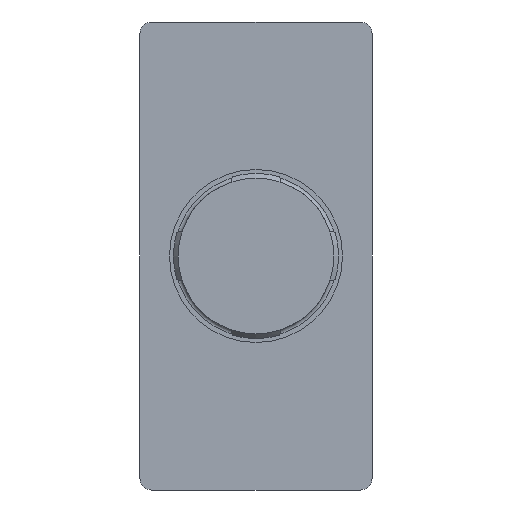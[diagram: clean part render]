
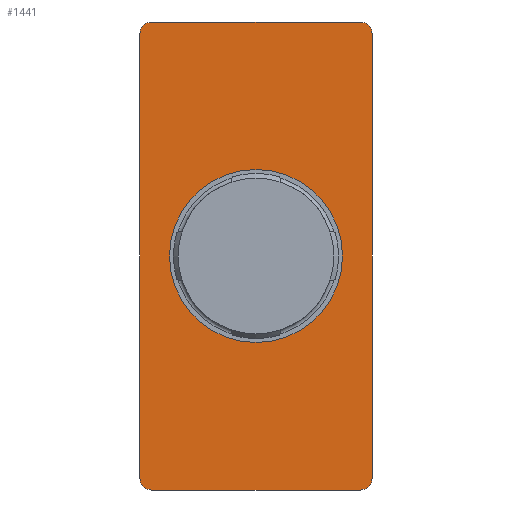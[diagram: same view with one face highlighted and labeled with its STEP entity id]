
A CAD part, front view. The second image highlights one B-rep face of the part: STEP entity #1441.
In plain terms, the highlighted face is planar.
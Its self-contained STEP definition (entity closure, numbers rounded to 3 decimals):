
#81=CIRCLE('',#1527,1.5);
#82=CIRCLE('',#1530,1.5);
#83=CIRCLE('',#1533,1.5);
#84=CIRCLE('',#1536,1.5);
#85=CIRCLE('',#1538,11.);
#211=ORIENTED_EDGE('',*,*,#471,.F.);
#212=ORIENTED_EDGE('',*,*,#455,.T.);
#213=ORIENTED_EDGE('',*,*,#458,.T.);
#214=ORIENTED_EDGE('',*,*,#460,.T.);
#215=ORIENTED_EDGE('',*,*,#462,.T.);
#216=ORIENTED_EDGE('',*,*,#464,.T.);
#217=ORIENTED_EDGE('',*,*,#466,.T.);
#218=ORIENTED_EDGE('',*,*,#468,.T.);
#219=ORIENTED_EDGE('',*,*,#470,.T.);
#455=EDGE_CURVE('',#589,#590,#661,.T.);
#458=EDGE_CURVE('',#590,#591,#81,.T.);
#460=EDGE_CURVE('',#591,#592,#665,.T.);
#462=EDGE_CURVE('',#592,#593,#82,.T.);
#464=EDGE_CURVE('',#593,#594,#668,.T.);
#466=EDGE_CURVE('',#594,#595,#83,.T.);
#468=EDGE_CURVE('',#595,#596,#671,.T.);
#470=EDGE_CURVE('',#596,#589,#84,.T.);
#471=EDGE_CURVE('',#597,#597,#85,.T.);
#589=VERTEX_POINT('',#2070);
#590=VERTEX_POINT('',#2071);
#591=VERTEX_POINT('',#2076);
#592=VERTEX_POINT('',#2080);
#593=VERTEX_POINT('',#2084);
#594=VERTEX_POINT('',#2088);
#595=VERTEX_POINT('',#2092);
#596=VERTEX_POINT('',#2096);
#597=VERTEX_POINT('',#2102);
#661=LINE('',#2069,#753);
#665=LINE('',#2079,#757);
#668=LINE('',#2087,#760);
#671=LINE('',#2095,#763);
#753=VECTOR('',#1711,1000.);
#757=VECTOR('',#1721,1000.);
#760=VECTOR('',#1730,1000.);
#763=VECTOR('',#1739,1000.);
#831=EDGE_LOOP('',(#211));
#832=EDGE_LOOP('',(#212,#213,#214,#215,#216,#217,#218,#219));
#903=FACE_BOUND('',#831,.T.);
#904=FACE_BOUND('',#832,.T.);
#961=PLANE('',#1537);
#1441=ADVANCED_FACE('',(#903,#904),#961,.T.);
#1527=AXIS2_PLACEMENT_3D('',#2075,#1716,#1717);
#1530=AXIS2_PLACEMENT_3D('',#2083,#1725,#1726);
#1533=AXIS2_PLACEMENT_3D('',#2091,#1734,#1735);
#1536=AXIS2_PLACEMENT_3D('',#2099,#1743,#1744);
#1537=AXIS2_PLACEMENT_3D('',#2100,#1745,#1746);
#1538=AXIS2_PLACEMENT_3D('',#2101,#1747,#1748);
#1711=DIRECTION('',(0.,-1.,0.));
#1716=DIRECTION('',(1.,0.,0.));
#1717=DIRECTION('',(0.,0.,-1.));
#1721=DIRECTION('',(0.,0.,-1.));
#1725=DIRECTION('',(1.,0.,0.));
#1726=DIRECTION('',(0.,0.,-1.));
#1730=DIRECTION('',(0.,1.,0.));
#1734=DIRECTION('',(1.,0.,0.));
#1735=DIRECTION('',(0.,0.,-1.));
#1739=DIRECTION('',(0.,0.,1.));
#1743=DIRECTION('',(1.,0.,0.));
#1744=DIRECTION('',(0.,0.,-1.));
#1745=DIRECTION('',(1.,0.,0.));
#1746=DIRECTION('',(0.,0.,-1.));
#1747=DIRECTION('',(1.,0.,0.));
#1748=DIRECTION('',(0.,0.,-1.));
#2069=CARTESIAN_POINT('',(0.,28.25,14.75));
#2070=CARTESIAN_POINT('',(0.,28.25,14.75));
#2071=CARTESIAN_POINT('',(0.,-28.25,14.75));
#2075=CARTESIAN_POINT('',(0.,-28.25,13.25));
#2076=CARTESIAN_POINT('',(0.,-29.75,13.25));
#2079=CARTESIAN_POINT('',(0.,-29.75,13.25));
#2080=CARTESIAN_POINT('',(0.,-29.75,-13.25));
#2083=CARTESIAN_POINT('',(0.,-28.25,-13.25));
#2084=CARTESIAN_POINT('',(0.,-28.25,-14.75));
#2087=CARTESIAN_POINT('',(0.,-28.25,-14.75));
#2088=CARTESIAN_POINT('',(0.,28.25,-14.75));
#2091=CARTESIAN_POINT('',(0.,28.25,-13.25));
#2092=CARTESIAN_POINT('',(0.,29.75,-13.25));
#2095=CARTESIAN_POINT('',(0.,29.75,-13.25));
#2096=CARTESIAN_POINT('',(0.,29.75,13.25));
#2099=CARTESIAN_POINT('',(0.,28.25,13.25));
#2100=CARTESIAN_POINT('',(0.,-28.25,13.25));
#2101=CARTESIAN_POINT('',(0.,0.,0.));
#2102=CARTESIAN_POINT('',(0.,0.,-11.));
